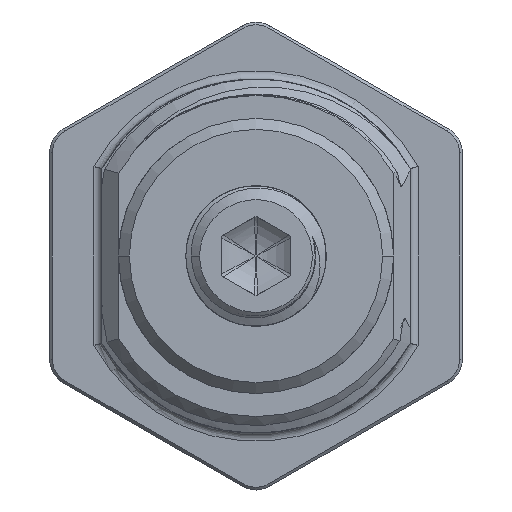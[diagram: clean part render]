
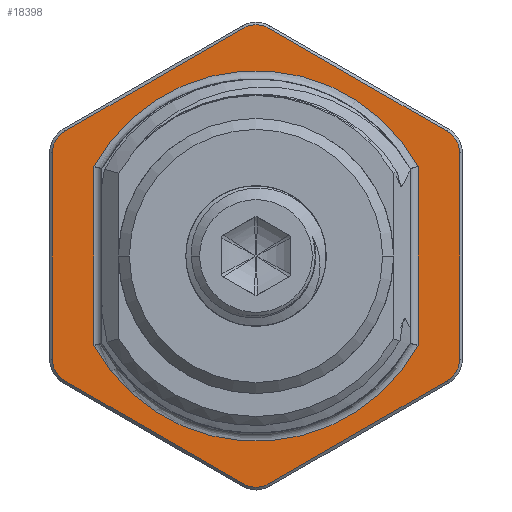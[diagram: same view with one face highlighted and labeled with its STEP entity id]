
A CAD part, front view. The second image highlights one B-rep face of the part: STEP entity #18398.
In plain terms, the highlighted planar face has unit normal (0, -1, 0).
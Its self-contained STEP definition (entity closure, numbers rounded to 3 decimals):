
#12160=DIRECTION('',(0.,0.,-1.));
#12161=VECTOR('',#12160,16.515);
#12162=CARTESIAN_POINT('',(14.982,5.08,8.258));
#12163=LINE('',#12162,#12161);
#12164=CARTESIAN_POINT('',(0.,5.08,0.));
#12165=DIRECTION('',(0.,-1.,0.));
#12166=DIRECTION('',(0.876,0.,0.483));
#12167=AXIS2_PLACEMENT_3D('',#12164,#12165,#12166);
#12169=DIRECTION('',(0.,0.,1.));
#12170=VECTOR('',#12169,16.515);
#12171=CARTESIAN_POINT('',(-14.982,5.08,-8.258));
#12172=LINE('',#12171,#12170);
#12173=CARTESIAN_POINT('',(0.,5.08,0.));
#12174=DIRECTION('',(0.,1.,0.));
#12175=DIRECTION('',(0.876,0.,-0.483));
#12176=AXIS2_PLACEMENT_3D('',#12173,#12174,#12175);
#12178=CARTESIAN_POINT('',(16.51,5.08,9.532));
#12179=DIRECTION('',(0.,-1.,0.));
#12180=DIRECTION('',(1.,0.,0.));
#12181=AXIS2_PLACEMENT_3D('',#12178,#12179,#12180);
#12183=DIRECTION('',(0.,0.,1.));
#12184=VECTOR('',#12183,19.064);
#12185=CARTESIAN_POINT('',(18.796,5.08,
-9.532));
#12186=LINE('',#12185,#12184);
#12187=CARTESIAN_POINT('',(16.51,5.08,-9.532));
#12188=DIRECTION('',(0.,-1.,0.));
#12189=DIRECTION('',(0.5,0.,-0.866));
#12190=AXIS2_PLACEMENT_3D('',#12187,#12188,#12189);
#12192=DIRECTION('',(0.866,0.,0.5));
#12193=VECTOR('',#12192,19.064);
#12194=CARTESIAN_POINT('',(1.143,5.08,
-21.044));
#12195=LINE('',#12194,#12193);
#12196=CARTESIAN_POINT('',(0.,5.08,-19.064));
#12197=DIRECTION('',(0.,-1.,0.));
#12198=DIRECTION('',(-0.5,0.,-0.866));
#12199=AXIS2_PLACEMENT_3D('',#12196,#12197,#12198);
#12201=DIRECTION('',(0.866,0.,-0.5));
#12202=VECTOR('',#12201,19.064);
#12203=CARTESIAN_POINT('',(-17.653,5.08,
-11.512));
#12204=LINE('',#12203,#12202);
#12205=CARTESIAN_POINT('',(-16.51,5.08,-9.532));
#12206=DIRECTION('',(0.,-1.,0.));
#12207=DIRECTION('',(-1.,0.,0.));
#12208=AXIS2_PLACEMENT_3D('',#12205,#12206,#12207);
#12210=DIRECTION('',(0.,0.,-1.));
#12211=VECTOR('',#12210,19.064);
#12212=CARTESIAN_POINT('',(-18.796,5.08,
9.532));
#12213=LINE('',#12212,#12211);
#12214=CARTESIAN_POINT('',(-16.51,5.08,9.532));
#12215=DIRECTION('',(0.,-1.,0.));
#12216=DIRECTION('',(-0.5,0.,0.866));
#12217=AXIS2_PLACEMENT_3D('',#12214,#12215,#12216);
#12219=DIRECTION('',(-0.866,0.,-0.5));
#12220=VECTOR('',#12219,19.064);
#12221=CARTESIAN_POINT('',(-1.143,5.08,
21.044));
#12222=LINE('',#12221,#12220);
#12223=CARTESIAN_POINT('',(0.,5.08,19.064));
#12224=DIRECTION('',(0.,-1.,0.));
#12225=DIRECTION('',(0.5,0.,0.866));
#12226=AXIS2_PLACEMENT_3D('',#12223,#12224,#12225);
#12228=DIRECTION('',(-0.866,0.,0.5));
#12229=VECTOR('',#12228,19.064);
#12230=CARTESIAN_POINT('',(17.653,5.08,11.512));
#12231=LINE('',#12230,#12229);
#16905=CARTESIAN_POINT('',(14.982,5.08,8.258));
#16906=CARTESIAN_POINT('',(14.982,5.08,-8.258));
#16907=VERTEX_POINT('',#16905);
#16908=VERTEX_POINT('',#16906);
#16913=CARTESIAN_POINT('',(-14.982,5.08,-8.258));
#16914=CARTESIAN_POINT('',(-14.982,5.08,8.258));
#16915=VERTEX_POINT('',#16913);
#16916=VERTEX_POINT('',#16914);
#16965=CARTESIAN_POINT('',(18.796,5.08,9.532));
#16966=CARTESIAN_POINT('',(17.653,5.08,11.512));
#16967=VERTEX_POINT('',#16965);
#16968=VERTEX_POINT('',#16966);
#16973=CARTESIAN_POINT('',(1.143,5.08,21.044));
#16974=VERTEX_POINT('',#16973);
#16977=CARTESIAN_POINT('',(-1.143,5.08,
21.044));
#16978=VERTEX_POINT('',#16977);
#16981=CARTESIAN_POINT('',(-17.653,5.08,
11.512));
#16982=VERTEX_POINT('',#16981);
#16985=CARTESIAN_POINT('',(-18.796,5.08,
9.532));
#16986=VERTEX_POINT('',#16985);
#16989=CARTESIAN_POINT('',(-18.796,5.08,
-9.532));
#16990=VERTEX_POINT('',#16989);
#16993=CARTESIAN_POINT('',(-17.653,5.08,
-11.512));
#16994=VERTEX_POINT('',#16993);
#16997=CARTESIAN_POINT('',(-1.143,5.08,
-21.044));
#16998=VERTEX_POINT('',#16997);
#17001=CARTESIAN_POINT('',(1.143,5.08,
-21.044));
#17002=VERTEX_POINT('',#17001);
#17005=CARTESIAN_POINT('',(17.653,5.08,
-11.512));
#17006=VERTEX_POINT('',#17005);
#17009=CARTESIAN_POINT('',(18.796,5.08,
-9.532));
#17010=VERTEX_POINT('',#17009);
#18358=CARTESIAN_POINT('',(0.,5.08,0.));
#18359=DIRECTION('',(0.,1.,0.));
#18360=DIRECTION('',(1.,0.,0.));
#18361=AXIS2_PLACEMENT_3D('',#18358,#18359,#18360);
#18362=PLANE('',#18361);
#18364=ORIENTED_EDGE('',*,*,#18363,.F.);
#18366=ORIENTED_EDGE('',*,*,#18365,.F.);
#18368=ORIENTED_EDGE('',*,*,#18367,.F.);
#18370=ORIENTED_EDGE('',*,*,#18369,.F.);
#18372=ORIENTED_EDGE('',*,*,#18371,.F.);
#18373=ORIENTED_EDGE('',*,*,#18348,.F.);
#18375=ORIENTED_EDGE('',*,*,#18374,.F.);
#18377=ORIENTED_EDGE('',*,*,#18376,.F.);
#18379=ORIENTED_EDGE('',*,*,#18378,.F.);
#18381=ORIENTED_EDGE('',*,*,#18380,.F.);
#18383=ORIENTED_EDGE('',*,*,#18382,.F.);
#18385=ORIENTED_EDGE('',*,*,#18384,.F.);
#18386=EDGE_LOOP('',(#18364,#18366,#18368,#18370,#18372,#18373,#18375,#18377,
#18379,#18381,#18383,#18385));
#18387=FACE_OUTER_BOUND('',#18386,.F.);
#18389=ORIENTED_EDGE('',*,*,#18388,.F.);
#18391=ORIENTED_EDGE('',*,*,#18390,.T.);
#18393=ORIENTED_EDGE('',*,*,#18392,.F.);
#18395=ORIENTED_EDGE('',*,*,#18394,.F.);
#18396=EDGE_LOOP('',(#18389,#18391,#18393,#18395));
#18397=FACE_BOUND('',#18396,.F.);
#18398=ADVANCED_FACE('',(#18387,#18397),#18362,.F.);
#12168=CIRCLE('',#12167,17.107);
#12177=CIRCLE('',#12176,17.107);
#12182=CIRCLE('',#12181,2.286);
#12191=CIRCLE('',#12190,2.286);
#12200=CIRCLE('',#12199,2.286);
#12209=CIRCLE('',#12208,2.286);
#12218=CIRCLE('',#12217,2.286);
#12227=CIRCLE('',#12226,2.286);
#18348=EDGE_CURVE('',#16994,#16998,#12204,.T.);
#18363=EDGE_CURVE('',#16967,#16968,#12182,.T.);
#18365=EDGE_CURVE('',#17010,#16967,#12186,.T.);
#18367=EDGE_CURVE('',#17006,#17010,#12191,.T.);
#18369=EDGE_CURVE('',#17002,#17006,#12195,.T.);
#18371=EDGE_CURVE('',#16998,#17002,#12200,.T.);
#18374=EDGE_CURVE('',#16990,#16994,#12209,.T.);
#18376=EDGE_CURVE('',#16986,#16990,#12213,.T.);
#18378=EDGE_CURVE('',#16982,#16986,#12218,.T.);
#18380=EDGE_CURVE('',#16978,#16982,#12222,.T.);
#18382=EDGE_CURVE('',#16974,#16978,#12227,.T.);
#18384=EDGE_CURVE('',#16968,#16974,#12231,.T.);
#18388=EDGE_CURVE('',#16907,#16908,#12163,.T.);
#18390=EDGE_CURVE('',#16907,#16916,#12168,.T.);
#18392=EDGE_CURVE('',#16915,#16916,#12172,.T.);
#18394=EDGE_CURVE('',#16908,#16915,#12177,.T.);
